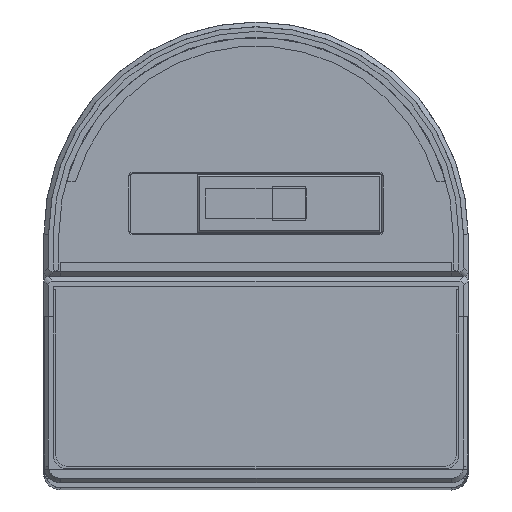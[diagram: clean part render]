
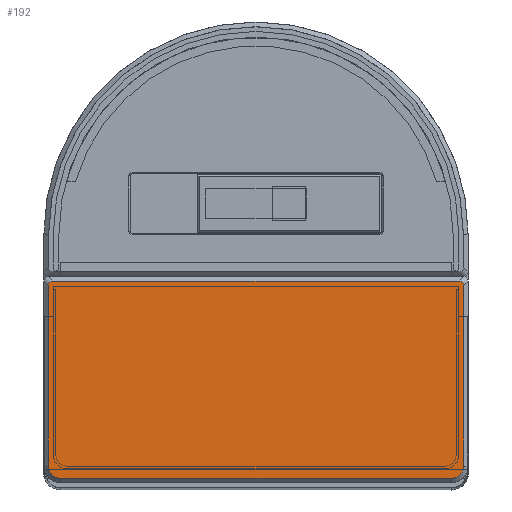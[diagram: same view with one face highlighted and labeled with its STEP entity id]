
A CAD part, top view. The second image highlights one B-rep face of the part: STEP entity #192.
In plain terms, the highlighted face is planar.
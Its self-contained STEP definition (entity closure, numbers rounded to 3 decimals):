
#114 = VERTEX_POINT ( 'NONE', #9957 ) ;
#192 = ADVANCED_FACE ( 'NONE', ( #8360 ), #2231, .F. ) ;
#243 = LINE ( 'NONE', #2303, #10597 ) ;
#403 = VERTEX_POINT ( 'NONE', #5470 ) ;
#651 = DIRECTION ( 'NONE',  ( 1., 0., 0. ) ) ;
#720 = ORIENTED_EDGE ( 'NONE', *, *, #4543, .T. ) ;
#798 = CARTESIAN_POINT ( 'NONE',  ( 31.106, -309.4, -30.328 ) ) ;
#832 = VERTEX_POINT ( 'NONE', #6268 ) ;
#1143 = CARTESIAN_POINT ( 'NONE',  ( 0., -309.4, -2.14 ) ) ;
#1422 = EDGE_CURVE ( 'NONE', #13428, #832, #13005, .T. ) ;
#1446 = VERTEX_POINT ( 'NONE', #6068 ) ;
#1465 = EDGE_CURVE ( 'NONE', #6401, #114, #4339, .T. ) ;
#1639 = CARTESIAN_POINT ( 'NONE',  ( 31.295, -309.4, -30.138 ) ) ;
#1829 = CARTESIAN_POINT ( 'NONE',  ( -29.5, -309.4, -0.682 ) ) ;
#1947 = CARTESIAN_POINT ( 'NONE',  ( -30.65, -309.4, -30.458 ) ) ;
#2065 = CARTESIAN_POINT ( 'NONE',  ( -31.358, -309.4, -29.742 ) ) ;
#2083 = AXIS2_PLACEMENT_3D ( 'NONE', #7642, #8681, #6260 ) ;
#2198 = EDGE_LOOP ( 'NONE', ( #11233, #12856, #10374, #10138, #13305, #11170, #12797, #720 ) ) ;
#2231 = PLANE ( 'NONE',  #3258 ) ;
#2303 = CARTESIAN_POINT ( 'NONE',  ( 31.358, -309.4, -2.54 ) ) ;
#2657 = VERTEX_POINT ( 'NONE', #7858 ) ;
#2913 = LINE ( 'NONE', #1829, #4846 ) ;
#2940 = DIRECTION ( 'NONE',  ( 0., 1., 0. ) ) ;
#3085 = DIRECTION ( 'NONE',  ( 0., 0., 1. ) ) ;
#3144 = CARTESIAN_POINT ( 'NONE',  ( -30.65, -309.4, -30.458 ) ) ;
#3220 = CARTESIAN_POINT ( 'NONE',  ( -31.358, -309.4, -29.742 ) ) ;
#3258 = AXIS2_PLACEMENT_3D ( 'NONE', #1143, #7408, #5190 ) ;
#3428 = CARTESIAN_POINT ( 'NONE',  ( 29.5, -309.4, -0.682 ) ) ;
#4324 = CARTESIAN_POINT ( 'NONE',  ( -31.358, -309.4, -29.961 ) ) ;
#4336 = EDGE_CURVE ( 'NONE', #6401, #7087, #6641, .T. ) ;
#4339 = LINE ( 'NONE', #2065, #8792 ) ;
#4543 = EDGE_CURVE ( 'NONE', #7087, #2657, #11453, .T. ) ;
#4817 = EDGE_CURVE ( 'NONE', #114, #403, #8034, .T. ) ;
#4846 = VECTOR ( 'NONE', #651, 1000. ) ;
#5059 = CARTESIAN_POINT ( 'NONE',  ( 31.358, -309.4, -29.742 ) ) ;
#5190 = DIRECTION ( 'NONE',  ( 1., 0., 0. ) ) ;
#5413 = EDGE_CURVE ( 'NONE', #2657, #1446, #9284, .T. ) ;
#5470 = CARTESIAN_POINT ( 'NONE',  ( -29.5, -309.4, -0.682 ) ) ;
#5681 = CARTESIAN_POINT ( 'NONE',  ( -31.358, -309.4, -29.742 ) ) ;
#6068 = CARTESIAN_POINT ( 'NONE',  ( 31.358, -309.4, -29.742 ) ) ;
#6155 = DIRECTION ( 'NONE',  ( 1., 0., 0. ) ) ;
#6193 = CARTESIAN_POINT ( 'NONE',  ( 29.5, -309.4, -2.54 ) ) ;
#6260 = DIRECTION ( 'NONE',  ( -1., 0., 0. ) ) ;
#6268 = CARTESIAN_POINT ( 'NONE',  ( 31.358, -309.4, -2.54 ) ) ;
#6401 = VERTEX_POINT ( 'NONE', #5681 ) ;
#6449 = CARTESIAN_POINT ( 'NONE',  ( -31.294, -309.4, -30.136 ) ) ;
#6641 = B_SPLINE_CURVE_WITH_KNOTS ( 'NONE', 3,
 ( #3220, #4324, #6449, #9964, #10580, #3144 ),
 .UNSPECIFIED., .F., .F.,
 ( 4, 2, 4 ),
 ( 0., 0.5, 1. ),
 .UNSPECIFIED. ) ;
#7064 = CARTESIAN_POINT ( 'NONE',  ( 31.03, -309.4, -30.378 ) ) ;
#7087 = VERTEX_POINT ( 'NONE', #8782 ) ;
#7408 = DIRECTION ( 'NONE',  ( 0., 1., 0. ) ) ;
#7642 = CARTESIAN_POINT ( 'NONE',  ( -29.5, -309.4, -2.54 ) ) ;
#7858 = CARTESIAN_POINT ( 'NONE',  ( 30.65, -309.4, -30.458 ) ) ;
#8034 = CIRCLE ( 'NONE', #2083, 1.858 ) ;
#8360 = FACE_OUTER_BOUND ( 'NONE', #2198, .T. ) ;
#8681 = DIRECTION ( 'NONE',  ( 0., 1., 0. ) ) ;
#8782 = CARTESIAN_POINT ( 'NONE',  ( -30.65, -309.4, -30.458 ) ) ;
#8792 = VECTOR ( 'NONE', #3085, 1000. ) ;
#8934 = EDGE_CURVE ( 'NONE', #832, #1446, #243, .T. ) ;
#9225 = CARTESIAN_POINT ( 'NONE',  ( 30.76, -309.4, -30.458 ) ) ;
#9284 = B_SPLINE_CURVE_WITH_KNOTS ( 'NONE', 3,
 ( #10272, #9225, #10345, #7064, #798, #1639, #13461, #5059 ),
 .UNSPECIFIED., .F., .F.,
 ( 4, 2, 2, 4 ),
 ( 0., 0.25, 0.5, 1. ),
 .UNSPECIFIED. ) ;
#9886 = EDGE_CURVE ( 'NONE', #403, #13428, #2913, .T. ) ;
#9957 = CARTESIAN_POINT ( 'NONE',  ( -31.358, -309.4, -2.54 ) ) ;
#9964 = CARTESIAN_POINT ( 'NONE',  ( -31.044, -309.4, -30.394 ) ) ;
#10138 = ORIENTED_EDGE ( 'NONE', *, *, #9886, .F. ) ;
#10272 = CARTESIAN_POINT ( 'NONE',  ( 30.65, -309.4, -30.458 ) ) ;
#10345 = CARTESIAN_POINT ( 'NONE',  ( 30.857, -309.4, -30.442 ) ) ;
#10357 = AXIS2_PLACEMENT_3D ( 'NONE', #6193, #2940, #10439 ) ;
#10374 = ORIENTED_EDGE ( 'NONE', *, *, #1422, .F. ) ;
#10439 = DIRECTION ( 'NONE',  ( 0., 0., 1. ) ) ;
#10472 = VECTOR ( 'NONE', #6155, 1000. ) ;
#10580 = CARTESIAN_POINT ( 'NONE',  ( -30.871, -309.4, -30.458 ) ) ;
#10597 = VECTOR ( 'NONE', #12978, 1000. ) ;
#11170 = ORIENTED_EDGE ( 'NONE', *, *, #1465, .F. ) ;
#11233 = ORIENTED_EDGE ( 'NONE', *, *, #5413, .T. ) ;
#11453 = LINE ( 'NONE', #1947, #10472 ) ;
#12797 = ORIENTED_EDGE ( 'NONE', *, *, #4336, .T. ) ;
#12856 = ORIENTED_EDGE ( 'NONE', *, *, #8934, .F. ) ;
#12978 = DIRECTION ( 'NONE',  ( 0., 0., -1. ) ) ;
#13005 = CIRCLE ( 'NONE', #10357, 1.858 ) ;
#13305 = ORIENTED_EDGE ( 'NONE', *, *, #4817, .F. ) ;
#13428 = VERTEX_POINT ( 'NONE', #3428 ) ;
#13461 = CARTESIAN_POINT ( 'NONE',  ( 31.358, -309.4, -29.963 ) ) ;
